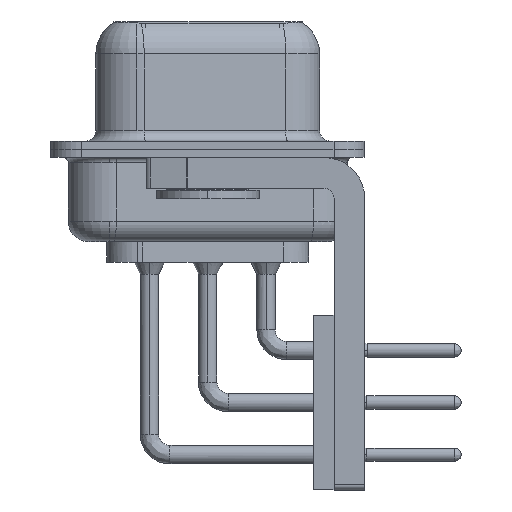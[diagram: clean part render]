
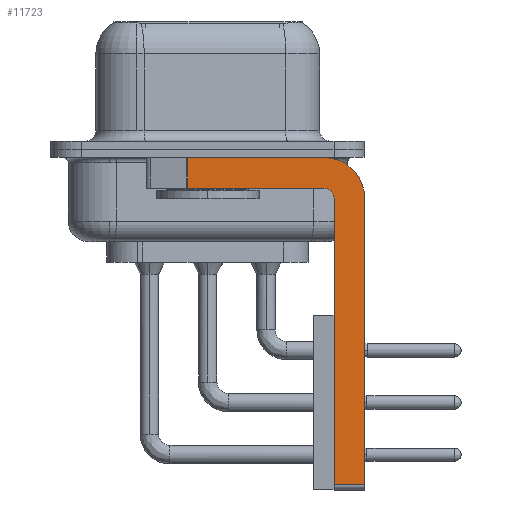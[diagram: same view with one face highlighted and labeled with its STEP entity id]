
A CAD part, left-side view. The second image highlights one B-rep face of the part: STEP entity #11723.
In plain terms, the highlighted planar face has unit normal (-1, 0, 0).
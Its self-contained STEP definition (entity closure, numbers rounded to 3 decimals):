
#55 = VERTEX_POINT ( 'NONE', #22277 ) ;
#268 = LINE ( 'NONE', #24001, #30723 ) ;
#641 = ORIENTED_EDGE ( 'NONE', *, *, #3166, .F. ) ;
#1913 = CARTESIAN_POINT ( 'NONE',  ( -2.9, 0.978, -1.9 ) ) ;
#2104 = CARTESIAN_POINT ( 'NONE',  ( -2.9, -6.15, -16.35 ) ) ;
#2251 = EDGE_CURVE ( 'NONE', #13966, #14341, #268, .T. ) ;
#2278 = CARTESIAN_POINT ( 'NONE',  ( -2.9, -7.65, -16.35 ) ) ;
#2383 = ORIENTED_EDGE ( 'NONE', *, *, #9083, .F. ) ;
#2479 = DIRECTION ( 'NONE',  ( 0., 0., -1. ) ) ;
#3166 = EDGE_CURVE ( 'NONE', #32807, #55, #34371, .T. ) ;
#5827 = VECTOR ( 'NONE', #13427, 1000. ) ;
#5854 = CARTESIAN_POINT ( 'NONE',  ( -2.9, -5.65, -2.4 ) ) ;
#6771 = VECTOR ( 'NONE', #22493, 1000. ) ;
#7228 = CARTESIAN_POINT ( 'NONE',  ( -2.9, -5.65, -0.4 ) ) ;
#7454 = CARTESIAN_POINT ( 'NONE',  ( -2.9, -6.15, -16.6 ) ) ;
#7977 = VECTOR ( 'NONE', #33850, 1000. ) ;
#7992 = EDGE_CURVE ( 'NONE', #11711, #32807, #34561, .T. ) ;
#8045 = DIRECTION ( 'NONE',  ( 1., 0., 0. ) ) ;
#8325 = PLANE ( 'NONE',  #13310 ) ;
#8543 = CARTESIAN_POINT ( 'NONE',  ( -2.9, -5.65, -1.9 ) ) ;
#8891 = DIRECTION ( 'NONE',  ( 0., 0., 1. ) ) ;
#9083 = EDGE_CURVE ( 'NONE', #14341, #24851, #36307, .T. ) ;
#9441 = ORIENTED_EDGE ( 'NONE', *, *, #32688, .F. ) ;
#9637 = VECTOR ( 'NONE', #16654, 1000. ) ;
#10551 = LINE ( 'NONE', #34176, #9637 ) ;
#10736 = AXIS2_PLACEMENT_3D ( 'NONE', #25588, #8045, #28580 ) ;
#11438 = ORIENTED_EDGE ( 'NONE', *, *, #29741, .F. ) ;
#11531 = EDGE_CURVE ( 'NONE', #37611, #14566, #21510, .T. ) ;
#11711 = VERTEX_POINT ( 'NONE', #25874 ) ;
#11723 = ADVANCED_FACE ( 'NONE', ( #23799 ), #8325, .F. ) ;
#13310 = AXIS2_PLACEMENT_3D ( 'NONE', #37761, #20185, #2479 ) ;
#13427 = DIRECTION ( 'NONE',  ( 0., -1., 0. ) ) ;
#13894 = CARTESIAN_POINT ( 'NONE',  ( -2.9, 0.978, -0.4 ) ) ;
#13966 = VERTEX_POINT ( 'NONE', #13894 ) ;
#14341 = VERTEX_POINT ( 'NONE', #7228 ) ;
#14566 = VERTEX_POINT ( 'NONE', #2278 ) ;
#16451 = CARTESIAN_POINT ( 'NONE',  ( -2.9, -5.65, -16.35 ) ) ;
#16654 = DIRECTION ( 'NONE',  ( 0., 0., -1. ) ) ;
#20185 = DIRECTION ( 'NONE',  ( 1., 0., 0. ) ) ;
#21510 = LINE ( 'NONE', #16451, #5827 ) ;
#22277 = CARTESIAN_POINT ( 'NONE',  ( -2.9, 0.978, -1.9 ) ) ;
#22397 = LINE ( 'NONE', #1913, #6771 ) ;
#22493 = DIRECTION ( 'NONE',  ( 0., 0., -1. ) ) ;
#23799 = FACE_OUTER_BOUND ( 'NONE', #27195, .T. ) ;
#23874 = DIRECTION ( 'NONE',  ( 0., -1., 0. ) ) ;
#24001 = CARTESIAN_POINT ( 'NONE',  ( -2.9, 3., -0.4 ) ) ;
#24476 = LINE ( 'NONE', #7454, #7977 ) ;
#24851 = VERTEX_POINT ( 'NONE', #37662 ) ;
#24937 = CARTESIAN_POINT ( 'NONE',  ( -2.9, -5.65, -1.9 ) ) ;
#25539 = VECTOR ( 'NONE', #25928, 1000. ) ;
#25588 = CARTESIAN_POINT ( 'NONE',  ( -2.9, -5.65, -2.4 ) ) ;
#25874 = CARTESIAN_POINT ( 'NONE',  ( -2.9, -6.15, -2.4 ) ) ;
#25928 = DIRECTION ( 'NONE',  ( 0., 1., 0. ) ) ;
#26135 = AXIS2_PLACEMENT_3D ( 'NONE', #5854, #26454, #8891 ) ;
#26454 = DIRECTION ( 'NONE',  ( -1., 0., 0. ) ) ;
#27195 = EDGE_LOOP ( 'NONE', ( #27247, #36292, #641, #35432, #11438, #30421, #9441, #2383 ) ) ;
#27247 = ORIENTED_EDGE ( 'NONE', *, *, #2251, .F. ) ;
#28580 = DIRECTION ( 'NONE',  ( 0., 0., -1. ) ) ;
#29741 = EDGE_CURVE ( 'NONE', #37611, #11711, #24476, .T. ) ;
#30421 = ORIENTED_EDGE ( 'NONE', *, *, #11531, .T. ) ;
#30723 = VECTOR ( 'NONE', #23874, 1000. ) ;
#32688 = EDGE_CURVE ( 'NONE', #24851, #14566, #10551, .T. ) ;
#32807 = VERTEX_POINT ( 'NONE', #8543 ) ;
#33850 = DIRECTION ( 'NONE',  ( 0., 0., 1. ) ) ;
#34176 = CARTESIAN_POINT ( 'NONE',  ( -2.9, -7.65, -2.4 ) ) ;
#34371 = LINE ( 'NONE', #24937, #25539 ) ;
#34561 = CIRCLE ( 'NONE', #26135, 0.5 ) ;
#35086 = EDGE_CURVE ( 'NONE', #13966, #55, #22397, .T. ) ;
#35432 = ORIENTED_EDGE ( 'NONE', *, *, #7992, .F. ) ;
#36292 = ORIENTED_EDGE ( 'NONE', *, *, #35086, .T. ) ;
#36307 = CIRCLE ( 'NONE', #10736, 2. ) ;
#37611 = VERTEX_POINT ( 'NONE', #2104 ) ;
#37662 = CARTESIAN_POINT ( 'NONE',  ( -2.9, -7.65, -2.4 ) ) ;
#37761 = CARTESIAN_POINT ( 'NONE',  ( -2.9, -5.65, -2.4 ) ) ;
